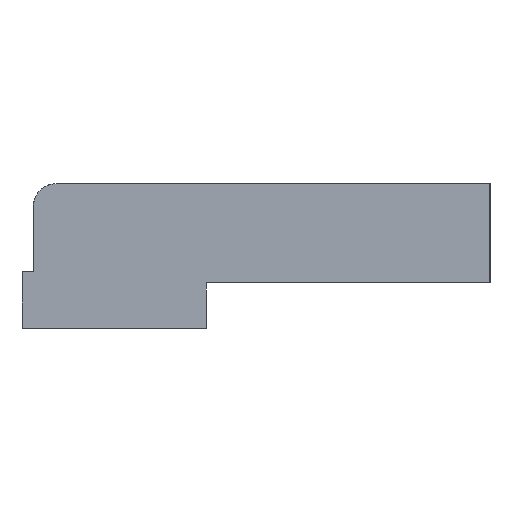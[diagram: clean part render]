
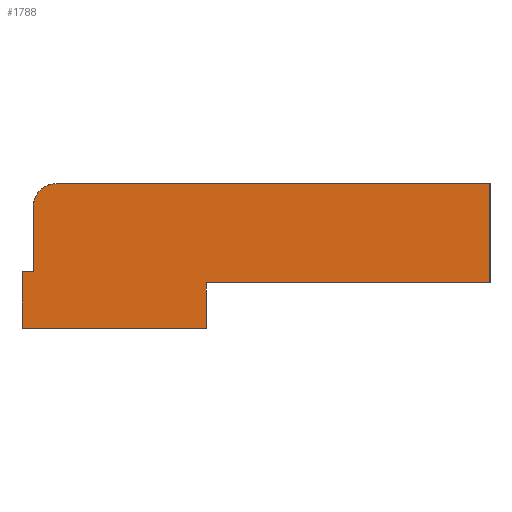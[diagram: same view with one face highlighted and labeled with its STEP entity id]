
A CAD part, left-side view. The second image highlights one B-rep face of the part: STEP entity #1788.
In plain terms, the highlighted planar face has unit normal (-1, 0, 0).
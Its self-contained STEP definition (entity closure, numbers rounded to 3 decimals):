
#1746=AXIS2_PLACEMENT_3D('Plane Axis2P3D',#1743,#1744,#1745) ;
#1750=AXIS2_PLACEMENT_3D('Circle Axis2P3D',#1748,#1749,$) ;
#312=CARTESIAN_POINT('Vertex',(-45.,76.5,94.)) ;
#315=CARTESIAN_POINT('Line Origine',(-45.,38.25,94.)) ;
#319=CARTESIAN_POINT('Vertex',(-45.,0.,94.)) ;
#926=CARTESIAN_POINT('Vertex',(-45.,0.,76.5)) ;
#931=CARTESIAN_POINT('Line Origine',(-45.,25.,76.5)) ;
#935=CARTESIAN_POINT('Vertex',(-45.,50.,76.5)) ;
#962=CARTESIAN_POINT('Line Origine',(-45.,50.,72.5)) ;
#966=CARTESIAN_POINT('Vertex',(-45.,50.,68.5)) ;
#997=CARTESIAN_POINT('Vertex',(-45.,82.5,78.5)) ;
#1002=CARTESIAN_POINT('Line Origine',(-45.,81.5,78.5)) ;
#1006=CARTESIAN_POINT('Vertex',(-45.,80.5,78.5)) ;
#1743=CARTESIAN_POINT('Axis2P3D Location',(-45.,0.,0.)) ;
#1748=CARTESIAN_POINT('Axis2P3D Location',(-45.,76.5,90.)) ;
#1752=CARTESIAN_POINT('Vertex',(-45.,80.5,90.)) ;
#1755=CARTESIAN_POINT('Line Origine',(-45.,80.5,84.25)) ;
#1760=CARTESIAN_POINT('Line Origine',(-45.,82.5,73.5)) ;
#1764=CARTESIAN_POINT('Vertex',(-45.,82.5,68.5)) ;
#1767=CARTESIAN_POINT('Line Origine',(-45.,66.25,68.5)) ;
#1772=CARTESIAN_POINT('Line Origine',(-45.,0.,85.25)) ;
#316=DIRECTION('Vector Direction',(0.,-1.,0.)) ;
#932=DIRECTION('Vector Direction',(0.,1.,0.)) ;
#963=DIRECTION('Vector Direction',(0.,0.,-1.)) ;
#1003=DIRECTION('Vector Direction',(0.,-1.,0.)) ;
#1744=DIRECTION('Axis2P3D Direction',(1.,0.,0.)) ;
#1745=DIRECTION('Axis2P3D XDirection',(0.,1.,0.)) ;
#1749=DIRECTION('Axis2P3D Direction',(1.,0.,0.)) ;
#1756=DIRECTION('Vector Direction',(0.,0.,1.)) ;
#1761=DIRECTION('Vector Direction',(0.,0.,1.)) ;
#1768=DIRECTION('Vector Direction',(0.,1.,0.)) ;
#1773=DIRECTION('Vector Direction',(0.,0.,-1.)) ;
#317=VECTOR('Line Direction',#316,1.) ;
#933=VECTOR('Line Direction',#932,1.) ;
#964=VECTOR('Line Direction',#963,1.) ;
#1004=VECTOR('Line Direction',#1003,1.) ;
#1757=VECTOR('Line Direction',#1756,1.) ;
#1762=VECTOR('Line Direction',#1761,1.) ;
#1769=VECTOR('Line Direction',#1768,1.) ;
#1774=VECTOR('Line Direction',#1773,1.) ;
#1778=ORIENTED_EDGE('',*,*,#321,.F.) ;
#1779=ORIENTED_EDGE('',*,*,#1754,.F.) ;
#1780=ORIENTED_EDGE('',*,*,#1759,.F.) ;
#1781=ORIENTED_EDGE('',*,*,#1008,.F.) ;
#1782=ORIENTED_EDGE('',*,*,#1766,.F.) ;
#1783=ORIENTED_EDGE('',*,*,#1771,.F.) ;
#1784=ORIENTED_EDGE('',*,*,#968,.F.) ;
#1785=ORIENTED_EDGE('',*,*,#937,.F.) ;
#1786=ORIENTED_EDGE('',*,*,#1776,.F.) ;
#1788=ADVANCED_FACE('Basetta superiore',(#1787),#1747,.F.) ;
#1751=CIRCLE('generated circle',#1750,4.) ;
#321=EDGE_CURVE('',#313,#320,#318,.T.) ;
#937=EDGE_CURVE('',#927,#936,#934,.T.) ;
#968=EDGE_CURVE('',#936,#967,#965,.T.) ;
#1008=EDGE_CURVE('',#998,#1007,#1005,.T.) ;
#1754=EDGE_CURVE('',#1753,#313,#1751,.T.) ;
#1759=EDGE_CURVE('',#1007,#1753,#1758,.T.) ;
#1766=EDGE_CURVE('',#1765,#998,#1763,.T.) ;
#1771=EDGE_CURVE('',#967,#1765,#1770,.T.) ;
#1776=EDGE_CURVE('',#320,#927,#1775,.T.) ;
#1777=EDGE_LOOP('',(#1778,#1779,#1780,#1781,#1782,#1783,#1784,#1785,#1786)) ;
#1787=FACE_OUTER_BOUND('',#1777,.T.) ;
#318=LINE('Line',#315,#317) ;
#934=LINE('Line',#931,#933) ;
#965=LINE('Line',#962,#964) ;
#1005=LINE('Line',#1002,#1004) ;
#1758=LINE('Line',#1755,#1757) ;
#1763=LINE('Line',#1760,#1762) ;
#1770=LINE('Line',#1767,#1769) ;
#1775=LINE('Line',#1772,#1774) ;
#1747=PLANE('',#1746) ;
#313=VERTEX_POINT('',#312) ;
#320=VERTEX_POINT('',#319) ;
#927=VERTEX_POINT('',#926) ;
#936=VERTEX_POINT('',#935) ;
#967=VERTEX_POINT('',#966) ;
#998=VERTEX_POINT('',#997) ;
#1007=VERTEX_POINT('',#1006) ;
#1753=VERTEX_POINT('',#1752) ;
#1765=VERTEX_POINT('',#1764) ;
